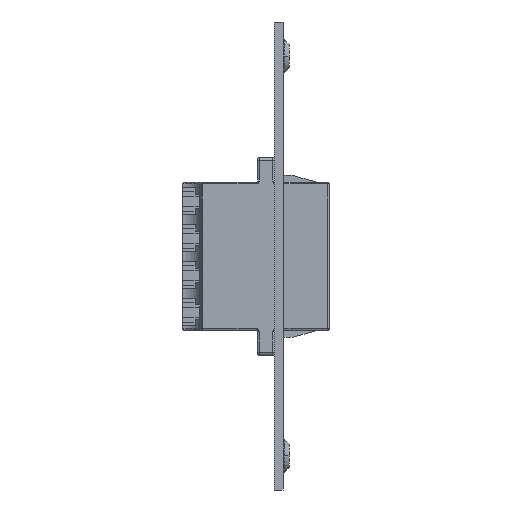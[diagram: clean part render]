
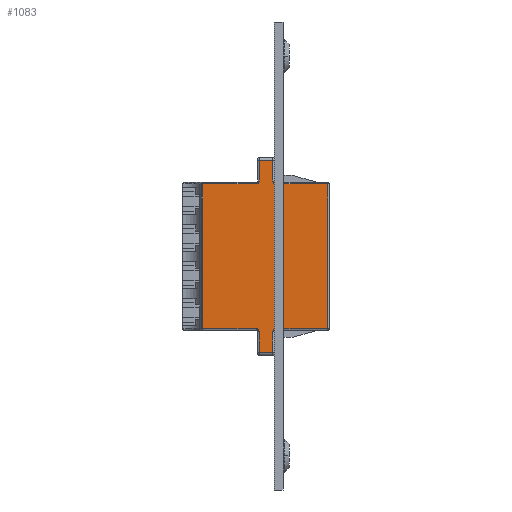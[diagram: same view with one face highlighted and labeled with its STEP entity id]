
A CAD part, left-side view. The second image highlights one B-rep face of the part: STEP entity #1083.
In plain terms, the highlighted face is planar.
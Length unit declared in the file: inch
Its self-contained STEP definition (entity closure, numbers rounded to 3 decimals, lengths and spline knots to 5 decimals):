
#67 = DIRECTION ( 'NONE',  ( 0., 0., -1. ) ) ;
#223 = EDGE_CURVE ( 'NONE', #11907, #11575, #14108, .T. ) ;
#259 = AXIS2_PLACEMENT_3D ( 'NONE', #2047, #14959, #13805 ) ;
#375 = ORIENTED_EDGE ( 'NONE', *, *, #5939, .F. ) ;
#395 = DIRECTION ( 'NONE',  ( 0., 1., 0. ) ) ;
#418 = EDGE_CURVE ( 'NONE', #1739, #15523, #453, .T. ) ;
#453 = LINE ( 'NONE', #2732, #14511 ) ;
#486 = CARTESIAN_POINT ( 'NONE',  ( -0.5045, 0.185, -0.5 ) ) ;
#914 = VERTEX_POINT ( 'NONE', #8958 ) ;
#1083 = ADVANCED_FACE ( 'NONE', ( #13884 ), #12800, .T. ) ;
#1346 = CARTESIAN_POINT ( 'NONE',  ( -0.1165, 0.185, -0.51 ) ) ;
#1489 = VECTOR ( 'NONE', #14816, 39.37008 ) ;
#1710 = AXIS2_PLACEMENT_3D ( 'NONE', #13895, #9208, #14972 ) ;
#1739 = VERTEX_POINT ( 'NONE', #14943 ) ;
#1792 = VERTEX_POINT ( 'NONE', #9958 ) ;
#1803 = EDGE_CURVE ( 'NONE', #7360, #6543, #6328, .T. ) ;
#1884 = ORIENTED_EDGE ( 'NONE', *, *, #11330, .T. ) ;
#1953 = ORIENTED_EDGE ( 'NONE', *, *, #10110, .T. ) ;
#2047 = CARTESIAN_POINT ( 'NONE',  ( -0.5045, 0.185, 0.51 ) ) ;
#2193 = ORIENTED_EDGE ( 'NONE', *, *, #8965, .T. ) ;
#2416 = CARTESIAN_POINT ( 'NONE',  ( -0.0215, 0.185, 0.51 ) ) ;
#2438 = DIRECTION ( 'NONE',  ( 0., 0., 1. ) ) ;
#2516 = CARTESIAN_POINT ( 'NONE',  ( 0.36864, 0.185, -0.51 ) ) ;
#2731 = ORIENTED_EDGE ( 'NONE', *, *, #5924, .T. ) ;
#2732 = CARTESIAN_POINT ( 'NONE',  ( 0.37675, 0.185, 0.5 ) ) ;
#2896 = CARTESIAN_POINT ( 'NONE',  ( -0.0215, 0.185, 0.663 ) ) ;
#3170 = CARTESIAN_POINT ( 'NONE',  ( -0.1165, 0.185, 0.52 ) ) ;
#3233 = ORIENTED_EDGE ( 'NONE', *, *, #8651, .F. ) ;
#3502 = CARTESIAN_POINT ( 'NONE',  ( -0.0215, 0.185, -0.52 ) ) ;
#3525 = LINE ( 'NONE', #11703, #6013 ) ;
#3554 = CARTESIAN_POINT ( 'NONE',  ( -0.1165, 0.185, -0.52 ) ) ;
#3587 = EDGE_CURVE ( 'NONE', #6996, #914, #4441, .T. ) ;
#3834 = CARTESIAN_POINT ( 'NONE',  ( -0.1265, 0.185, 0.5 ) ) ;
#3901 = CARTESIAN_POINT ( 'NONE',  ( -0.1365, 0.185, -0.52 ) ) ;
#3988 = DIRECTION ( 'NONE',  ( 0., 1., 0. ) ) ;
#4005 = VERTEX_POINT ( 'NONE', #7007 ) ;
#4093 = EDGE_CURVE ( 'NONE', #914, #6543, #6220, .T. ) ;
#4195 = LINE ( 'NONE', #2516, #12906 ) ;
#4441 = LINE ( 'NONE', #10516, #6404 ) ;
#4535 = VERTEX_POINT ( 'NONE', #5854 ) ;
#4895 = ORIENTED_EDGE ( 'NONE', *, *, #7404, .T. ) ;
#5054 = LINE ( 'NONE', #14549, #8503 ) ;
#5178 = CIRCLE ( 'NONE', #6962, 0.02 ) ;
#5295 = CARTESIAN_POINT ( 'NONE',  ( -0.1365, 0.185, 0.5 ) ) ;
#5335 = LINE ( 'NONE', #486, #1489 ) ;
#5755 = CIRCLE ( 'NONE', #14506, 0.02 ) ;
#5854 = CARTESIAN_POINT ( 'NONE',  ( 0.36864, 0.185, -0.5 ) ) ;
#5874 = VECTOR ( 'NONE', #8648, 39.37008 ) ;
#5893 = DIRECTION ( 'NONE',  ( 0., 0., -1. ) ) ;
#5924 = EDGE_CURVE ( 'NONE', #10997, #14229, #8788, .T. ) ;
#5939 = EDGE_CURVE ( 'NONE', #1739, #7478, #5178, .T. ) ;
#5950 = ORIENTED_EDGE ( 'NONE', *, *, #1803, .F. ) ;
#6013 = VECTOR ( 'NONE', #8323, 39.37008 ) ;
#6058 = CARTESIAN_POINT ( 'NONE',  ( -0.0015, 0.185, 0.52 ) ) ;
#6220 = LINE ( 'NONE', #3834, #5874 ) ;
#6328 = CIRCLE ( 'NONE', #8340, 0.02 ) ;
#6397 = EDGE_CURVE ( 'NONE', #13554, #7478, #13171, .T. ) ;
#6404 = VECTOR ( 'NONE', #14021, 39.37008 ) ;
#6543 = VERTEX_POINT ( 'NONE', #5295 ) ;
#6962 = AXIS2_PLACEMENT_3D ( 'NONE', #6058, #395, #2438 ) ;
#6996 = VERTEX_POINT ( 'NONE', #10479 ) ;
#7007 = CARTESIAN_POINT ( 'NONE',  ( -0.0015, 0.185, -0.5 ) ) ;
#7228 = DIRECTION ( 'NONE',  ( 0., 0., -1. ) ) ;
#7360 = VERTEX_POINT ( 'NONE', #3170 ) ;
#7368 = DIRECTION ( 'NONE',  ( 0., 1., 0. ) ) ;
#7404 = EDGE_CURVE ( 'NONE', #11575, #10997, #5054, .T. ) ;
#7478 = VERTEX_POINT ( 'NONE', #10578 ) ;
#7489 = CIRCLE ( 'NONE', #1710, 0.02 ) ;
#7801 = LINE ( 'NONE', #13740, #11570 ) ;
#8248 = ORIENTED_EDGE ( 'NONE', *, *, #6397, .T. ) ;
#8323 = DIRECTION ( 'NONE',  ( 1., 0., 0. ) ) ;
#8340 = AXIS2_PLACEMENT_3D ( 'NONE', #11229, #3988, #13786 ) ;
#8503 = VECTOR ( 'NONE', #8629, 39.37008 ) ;
#8629 = DIRECTION ( 'NONE',  ( -1., 0., 0. ) ) ;
#8648 = DIRECTION ( 'NONE',  ( 1., 0., 0. ) ) ;
#8651 = EDGE_CURVE ( 'NONE', #11907, #4005, #7489, .T. ) ;
#8699 = DIRECTION ( 'NONE',  ( 0., 0., 1. ) ) ;
#8788 = LINE ( 'NONE', #1346, #13447 ) ;
#8922 = ORIENTED_EDGE ( 'NONE', *, *, #4093, .T. ) ;
#8958 = CARTESIAN_POINT ( 'NONE',  ( -0.4945, 0.185, 0.5 ) ) ;
#8965 = EDGE_CURVE ( 'NONE', #1792, #6996, #5335, .T. ) ;
#8974 = VECTOR ( 'NONE', #7228, 39.37008 ) ;
#9179 = ORIENTED_EDGE ( 'NONE', *, *, #9370, .T. ) ;
#9208 = DIRECTION ( 'NONE',  ( 0., 1., 0. ) ) ;
#9241 = EDGE_CURVE ( 'NONE', #11058, #13554, #3525, .T. ) ;
#9370 = EDGE_CURVE ( 'NONE', #7360, #11058, #12083, .T. ) ;
#9386 = EDGE_CURVE ( 'NONE', #1792, #14229, #5755, .T. ) ;
#9733 = CARTESIAN_POINT ( 'NONE',  ( 0.36864, 0.185, 0.5 ) ) ;
#9948 = DIRECTION ( 'NONE',  ( 1., 0., 0. ) ) ;
#9958 = CARTESIAN_POINT ( 'NONE',  ( -0.1365, 0.185, -0.5 ) ) ;
#10110 = EDGE_CURVE ( 'NONE', #4535, #4005, #7801, .T. ) ;
#10179 = ORIENTED_EDGE ( 'NONE', *, *, #223, .T. ) ;
#10272 = VECTOR ( 'NONE', #12006, 39.37008 ) ;
#10479 = CARTESIAN_POINT ( 'NONE',  ( -0.4945, 0.185, -0.5 ) ) ;
#10516 = CARTESIAN_POINT ( 'NONE',  ( -0.4945, 0.185, 0.51 ) ) ;
#10578 = CARTESIAN_POINT ( 'NONE',  ( -0.0215, 0.185, 0.52 ) ) ;
#10997 = VERTEX_POINT ( 'NONE', #11572 ) ;
#11051 = CARTESIAN_POINT ( 'NONE',  ( -0.1165, 0.185, 0.663 ) ) ;
#11058 = VERTEX_POINT ( 'NONE', #12110 ) ;
#11229 = CARTESIAN_POINT ( 'NONE',  ( -0.1365, 0.185, 0.52 ) ) ;
#11330 = EDGE_CURVE ( 'NONE', #15523, #4535, #4195, .T. ) ;
#11345 = ORIENTED_EDGE ( 'NONE', *, *, #9386, .F. ) ;
#11380 = ORIENTED_EDGE ( 'NONE', *, *, #9241, .T. ) ;
#11570 = VECTOR ( 'NONE', #11706, 39.37008 ) ;
#11572 = CARTESIAN_POINT ( 'NONE',  ( -0.1165, 0.185, -0.663 ) ) ;
#11575 = VERTEX_POINT ( 'NONE', #13879 ) ;
#11703 = CARTESIAN_POINT ( 'NONE',  ( -0.5045, 0.185, 0.663 ) ) ;
#11706 = DIRECTION ( 'NONE',  ( -1., 0., 0. ) ) ;
#11907 = VERTEX_POINT ( 'NONE', #3502 ) ;
#12006 = DIRECTION ( 'NONE',  ( 0., 0., 1. ) ) ;
#12083 = LINE ( 'NONE', #11051, #10272 ) ;
#12110 = CARTESIAN_POINT ( 'NONE',  ( -0.1165, 0.185, 0.663 ) ) ;
#12256 = DIRECTION ( 'NONE',  ( 0., 0., 1. ) ) ;
#12491 = ORIENTED_EDGE ( 'NONE', *, *, #418, .T. ) ;
#12800 = PLANE ( 'NONE',  #259 ) ;
#12906 = VECTOR ( 'NONE', #67, 39.37008 ) ;
#13101 = CARTESIAN_POINT ( 'NONE',  ( -0.0215, 0.185, 0.51 ) ) ;
#13171 = LINE ( 'NONE', #2416, #8974 ) ;
#13267 = VECTOR ( 'NONE', #5893, 39.37008 ) ;
#13447 = VECTOR ( 'NONE', #12256, 39.37008 ) ;
#13554 = VERTEX_POINT ( 'NONE', #2896 ) ;
#13673 = EDGE_LOOP ( 'NONE', ( #5950, #9179, #11380, #8248, #375, #12491, #1884, #1953, #3233, #10179, #4895, #2731, #11345, #2193, #14842, #8922 ) ) ;
#13740 = CARTESIAN_POINT ( 'NONE',  ( -0.0115, 0.185, -0.5 ) ) ;
#13786 = DIRECTION ( 'NONE',  ( 0., 0., 1. ) ) ;
#13805 = DIRECTION ( 'NONE',  ( 0., 0., 1. ) ) ;
#13879 = CARTESIAN_POINT ( 'NONE',  ( -0.0215, 0.185, -0.663 ) ) ;
#13884 = FACE_OUTER_BOUND ( 'NONE', #13673, .T. ) ;
#13895 = CARTESIAN_POINT ( 'NONE',  ( -0.0015, 0.185, -0.52 ) ) ;
#14021 = DIRECTION ( 'NONE',  ( 0., 0., 1. ) ) ;
#14108 = LINE ( 'NONE', #13101, #13267 ) ;
#14229 = VERTEX_POINT ( 'NONE', #3554 ) ;
#14506 = AXIS2_PLACEMENT_3D ( 'NONE', #3901, #7368, #8699 ) ;
#14511 = VECTOR ( 'NONE', #9948, 39.37008 ) ;
#14549 = CARTESIAN_POINT ( 'NONE',  ( -0.5045, 0.185, -0.663 ) ) ;
#14816 = DIRECTION ( 'NONE',  ( -1., 0., 0. ) ) ;
#14842 = ORIENTED_EDGE ( 'NONE', *, *, #3587, .T. ) ;
#14943 = CARTESIAN_POINT ( 'NONE',  ( -0.0015, 0.185, 0.5 ) ) ;
#14959 = DIRECTION ( 'NONE',  ( 0., 1., 0. ) ) ;
#14972 = DIRECTION ( 'NONE',  ( 0., 0., 1. ) ) ;
#15523 = VERTEX_POINT ( 'NONE', #9733 ) ;
